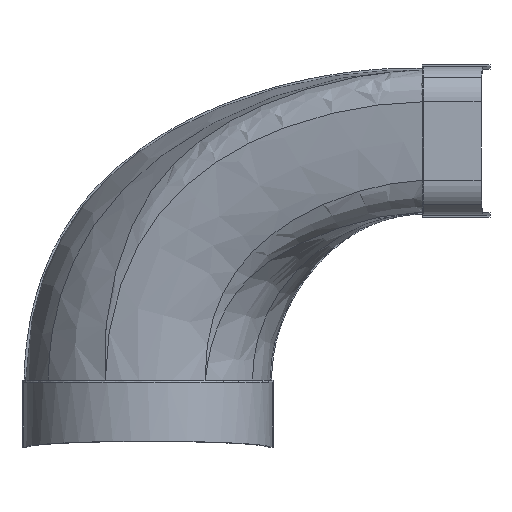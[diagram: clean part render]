
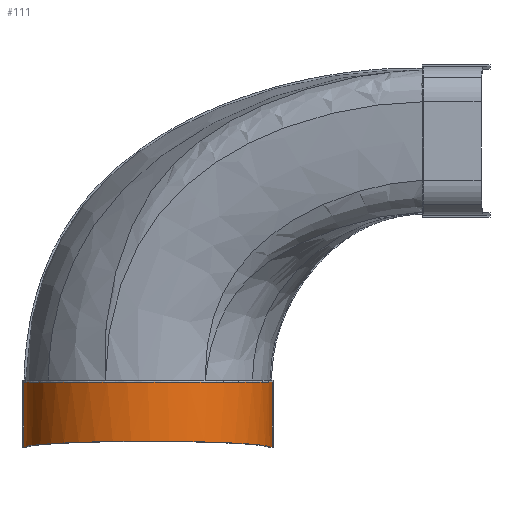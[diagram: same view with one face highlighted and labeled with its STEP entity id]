
A CAD part, front view. The second image highlights one B-rep face of the part: STEP entity #111.
In plain terms, the highlighted cylindrical face has radius 78.2 mm (diameter 156.4 mm), a partial arc.
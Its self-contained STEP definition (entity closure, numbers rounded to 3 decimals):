
#111=ADVANCED_FACE('',(#277),#278,.T.);
#277=FACE_OUTER_BOUND('',#774,.T.);
#278=CYLINDRICAL_SURFACE('',#775,78.2);
#774=EDGE_LOOP('',(#4616,#4617,#4618,#4619));
#775=AXIS2_PLACEMENT_3D('',#4620,#4621,#4622);
#4616=ORIENTED_EDGE('',*,*,#5713,.T.);
#4617=ORIENTED_EDGE('',*,*,#5687,.F.);
#4618=ORIENTED_EDGE('',*,*,#5616,.F.);
#4619=ORIENTED_EDGE('',*,*,#5626,.F.);
#4620=CARTESIAN_POINT('',(140.0,75.0,0.846));
#4621=DIRECTION('',(1.0,0.,0.));
#4622=DIRECTION('',(0.,-1.0,0.));
#5616=EDGE_CURVE('',#6059,#6061,#6062,.F.);
#5626=EDGE_CURVE('',#6079,#6059,#6081,.T.);
#5687=EDGE_CURVE('',#6061,#6201,#6202,.T.);
#5713=EDGE_CURVE('',#6079,#6201,#6247,.T.);
#6059=VERTEX_POINT('',#6753);
#6061=VERTEX_POINT('',#6756);
#6062=ELLIPSE('',#6757,78.307,78.2);
#6079=VERTEX_POINT('',#6850);
#6081=LINE('',#6890,#6891);
#6201=VERTEX_POINT('',#7021);
#6202=LINE('',#7022,#7023);
#6247=CIRCLE('',#7252,78.2);
#6753=CARTESIAN_POINT('',(139.739,152.964,6.923));
#6756=CARTESIAN_POINT('',(139.739,-2.964,6.923));
#6757=AXIS2_PLACEMENT_3D('',#9024,#9025,#9026);
#6850=CARTESIAN_POINT('',(99.0,152.964,6.923));
#6890=CARTESIAN_POINT('',(119.274,152.964,6.923));
#6891=VECTOR('',#9032,1.0);
#7021=CARTESIAN_POINT('',(99.0,-2.964,6.923));
#7022=CARTESIAN_POINT('',(119.274,-2.964,6.923));
#7023=VECTOR('',#9193,1.0);
#7252=AXIS2_PLACEMENT_3D('',#9211,#9212,#9213);
#9024=CARTESIAN_POINT('',(140.058,75.0,0.846));
#9025=DIRECTION('',(-0.999,0.,-0.052));
#9026=DIRECTION('',(0.052,0.,-0.999));
#9032=DIRECTION('',(1.0,0.,0.));
#9193=DIRECTION('',(-1.0,0.,0.));
#9211=CARTESIAN_POINT('',(99.0,75.0,0.846));
#9212=DIRECTION('',(1.0,0.,0.));
#9213=DIRECTION('',(0.,0.997,0.077));
